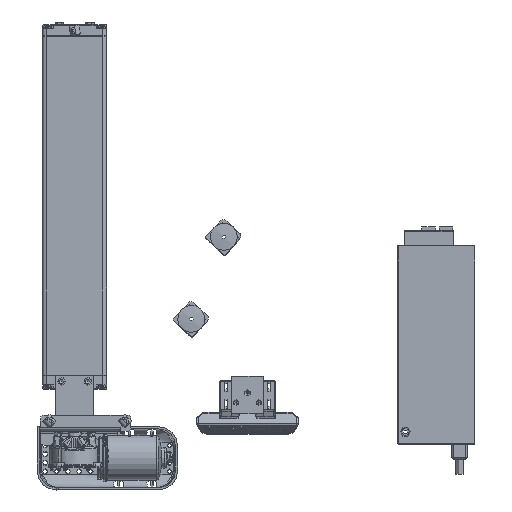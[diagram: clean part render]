
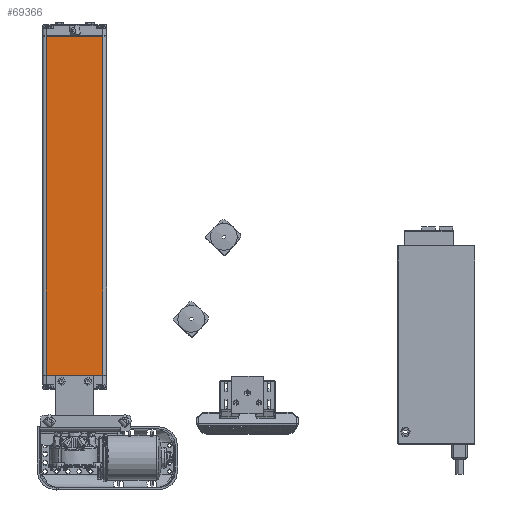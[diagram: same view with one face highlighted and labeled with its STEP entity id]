
A CAD part, top view. The second image highlights one B-rep face of the part: STEP entity #69366.
In plain terms, the highlighted planar face has unit normal (0, 0, 1).
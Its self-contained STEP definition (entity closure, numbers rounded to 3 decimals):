
#13123=FACE_OUTER_BOUND('',#17179,.T.);
#17179=EDGE_LOOP('',(#47438,#47439,#47440,#47441));
#21634=LINE('',#101330,#25755);
#21635=LINE('',#101334,#25756);
#21636=LINE('',#101339,#25757);
#21637=LINE('',#101343,#25758);
#25755=VECTOR('',#82125,449.5);
#25756=VECTOR('',#82130,449.5);
#25757=VECTOR('',#82139,75.);
#25758=VECTOR('',#82146,75.);
#29894=VERTEX_POINT('',#101319);
#29895=VERTEX_POINT('',#101325);
#29896=VERTEX_POINT('',#101329);
#29897=VERTEX_POINT('',#101333);
#36676=EDGE_CURVE('',#29894,#29896,#21634,.T.);
#36678=EDGE_CURVE('',#29895,#29897,#21635,.F.);
#36681=EDGE_CURVE('',#29897,#29894,#21636,.F.);
#36683=EDGE_CURVE('',#29896,#29895,#21637,.T.);
#47438=ORIENTED_EDGE('',*,*,#36678,.F.);
#47439=ORIENTED_EDGE('',*,*,#36683,.F.);
#47440=ORIENTED_EDGE('',*,*,#36676,.F.);
#47441=ORIENTED_EDGE('',*,*,#36681,.F.);
#68205=PLANE('',#74322);
#69366=ADVANCED_FACE('',(#13123),#68205,.T.);
#74322=AXIS2_PLACEMENT_3D('',#101344,#82147,#82148);
#82125=DIRECTION('',(0.,-1.,0.));
#82130=DIRECTION('',(0.,-1.,0.));
#82139=DIRECTION('',(-1.,0.,0.));
#82146=DIRECTION('',(-1.,0.,0.));
#82147=DIRECTION('center_axis',(0.,0.,1.));
#82148=DIRECTION('ref_axis',(1.,0.,0.));
#101319=CARTESIAN_POINT('',(37.5,450.,17.5));
#101325=CARTESIAN_POINT('',(-37.5,0.5,17.5));
#101329=CARTESIAN_POINT('',(37.5,0.5,17.5));
#101330=CARTESIAN_POINT('',(37.5,450.,17.5));
#101333=CARTESIAN_POINT('',(-37.5,450.,17.5));
#101334=CARTESIAN_POINT('',(-37.5,450.,17.5));
#101339=CARTESIAN_POINT('',(37.5,450.,17.5));
#101343=CARTESIAN_POINT('',(37.5,0.5,17.5));
#101344=CARTESIAN_POINT('Origin',(42.5,450.5,17.5));
